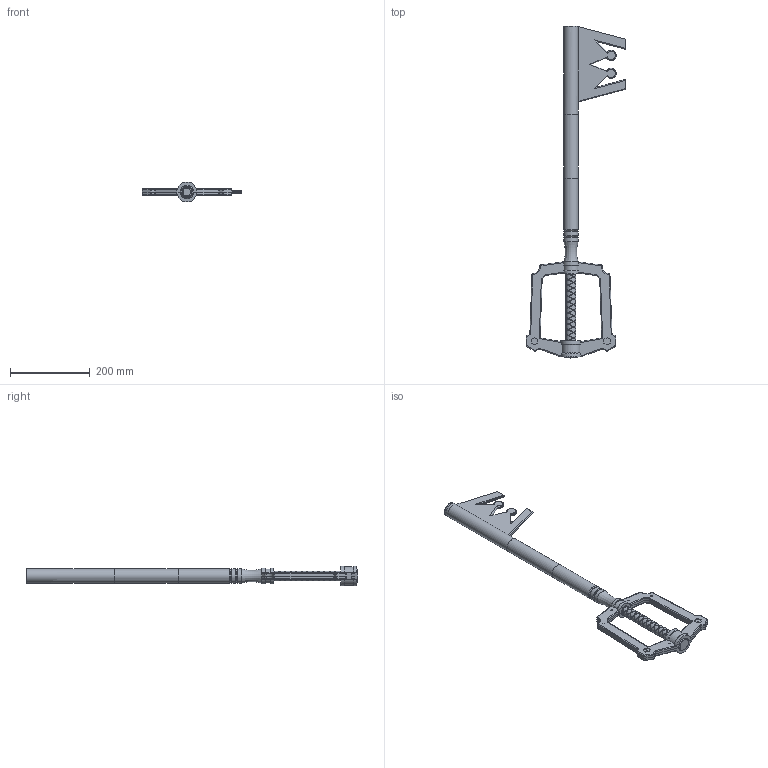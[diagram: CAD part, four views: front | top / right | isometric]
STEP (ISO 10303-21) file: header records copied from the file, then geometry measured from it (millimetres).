
FILE_DESCRIPTION(/* description */ (''),/* implementation_level */ '2;1');
FILE_NAME(/* name */ 'keyblade.step',/* time_stamp */ '2019-04-22T14:54:13-04:00',/* author */ ('Adafruit'),/* organization */ (''),/* preprocessor_version */ 'ST-DEVELOPER v18',/* originating_system */ 'Autodesk Translation Framework v8.2.0.1029',/* authorisation */ '');
FILE_SCHEMA (('AUTOMOTIVE_DESIGN { 1 0 10303 214 3 1 1 }'));
Length unit declared in the file: millimetre
Products named in the file (15): keyblade; handle; guard-a; handle (1); guard-b; endcap; coupler; coupler (1); connector; pipe; pipe ext; blade; keypipe; blade (1); cap
Assembly tree (14 placements, depth 3):
  keyblade
    handle
      guard-a
      handle (1)
      guard-b
      endcap
    coupler
      coupler (1)
      connector
    pipe
    pipe ext
    blade
      keypipe
      blade (1)
      cap
Bounding box: 250.63 x 832.5 x 50 mm (x, y, z)
Volume: 908803.5 mm3; surface area: 324489.5 mm2
Topology: 11 solids, 11 shells, 968 faces, 2252 edges, 1350 vertices
Faces by surface type: bspline 330, plane 318, cylinder 269, cone 27, torus 24
Full cylindrical faces by diameter (mm): 3.5 x8, 4.6 x8, 7.6 x6, 7.8 x1, 8.8 x1, 11.4 x1, 15.8 x1, 17.8 x5, 19.4 x12, 19.8 x2, 23.8 x4, 24 x4, 25.6 x12, 32 x2, 34 x1, 36 x6
Entity records: 41318 total; most frequent: CARTESIAN_POINT 21420, ORIENTED_EDGE 4502, DIRECTION 3150, EDGE_CURVE 2251, VERTEX_POINT 1350, AXIS2_PLACEMENT_3D 1137, EDGE_LOOP 1041, FACE_OUTER_BOUND 967
